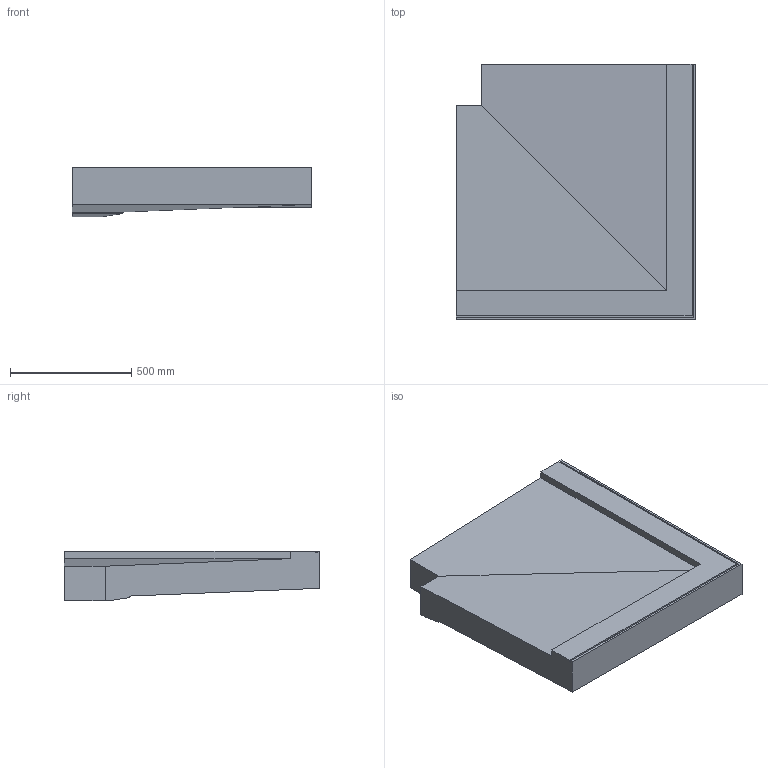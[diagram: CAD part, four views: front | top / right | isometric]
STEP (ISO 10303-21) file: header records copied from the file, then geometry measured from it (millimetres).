
FILE_DESCRIPTION(/* description */ (''),/* implementation_level */ '2;1');
FILE_NAME(/* name */ 'AG - 1.step',/* time_stamp */ '2022-05-08T15:05:14-05:00',/* author */ (''),/* organization */ (''),/* preprocessor_version */ 'ST-DEVELOPER v18.1',/* originating_system */ 'Autodesk Translation Framework v10.14.0.1471',/* authorisation */ '');
FILE_SCHEMA (('AUTOMOTIVE_DESIGN { 1 0 10303 214 3 1 1 }'));
Length unit declared in the file: inch
Products named in the file (1): AG - 1
Bounding box: 987.42 x 1050.92 x 203.2 mm (x, y, z)
Volume: 136628455.6 mm3; surface area: 2711518.7 mm2
Topology: 1 solids, 1 shells, 37 faces, 97 edges, 62 vertices
Faces by surface type: plane 37
Entity records: 1142 total; most frequent: CARTESIAN_POINT 197, ORIENTED_EDGE 194, DIRECTION 173, LINE 97, VECTOR 97, EDGE_CURVE 97, VERTEX_POINT 62, AXIS2_PLACEMENT_3D 38
